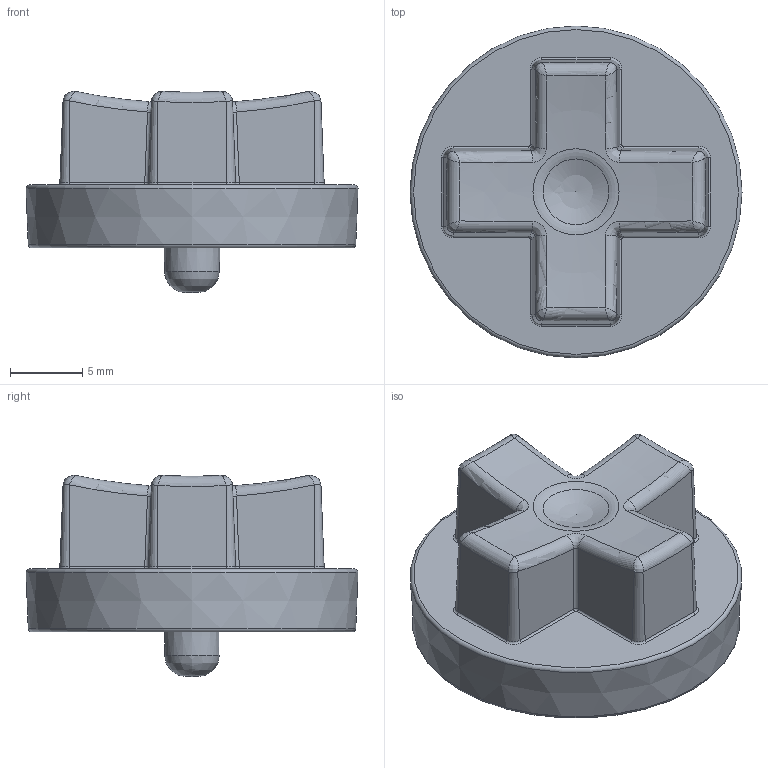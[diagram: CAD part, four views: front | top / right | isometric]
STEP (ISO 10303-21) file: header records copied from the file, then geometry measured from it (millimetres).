
FILE_DESCRIPTION(/* description */ (''),/* implementation_level */ '2;1');
FILE_NAME(/* name */ 'D-Pad Button.step',/* time_stamp */ '2023-12-03T17:11:10-08:00',/* author */ (''),/* organization */ (''),/* preprocessor_version */ 'ST-DEVELOPER v20',/* originating_system */ 'Autodesk Translation Framework v12.14.0.127',/* authorisation */ '');
FILE_SCHEMA (('AUTOMOTIVE_DESIGN { 1 0 10303 214 3 1 1 }'));
Length unit declared in the file: millimetre
Products named in the file (1): U Dpad
Bounding box: 22.98 x 22.98 x 13.93 mm (x, y, z)
Volume: 2078.5 mm3; surface area: 2378.5 mm2
Topology: 1 solids, 1 shells, 263 faces, 691 edges, 428 vertices
Faces by surface type: plane 72, bspline 57, cone 55, cylinder 40, torus 29, sphere 10
Entity records: 12490 total; most frequent: CARTESIAN_POINT 6632, ORIENTED_EDGE 1364, DIRECTION 1047, EDGE_CURVE 682, AXIS2_PLACEMENT_3D 438, VERTEX_POINT 428, EDGE_LOOP 270, FACE_OUTER_BOUND 263
